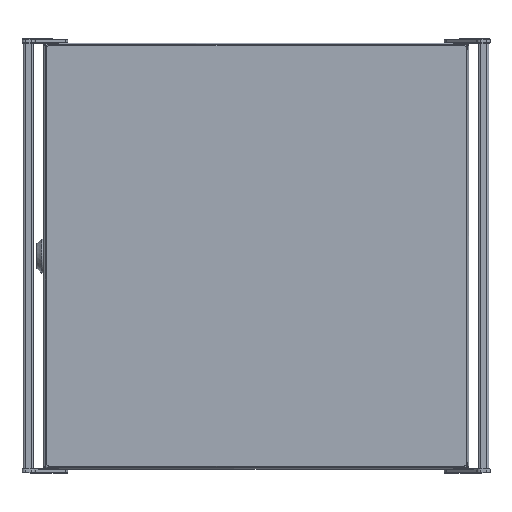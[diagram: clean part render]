
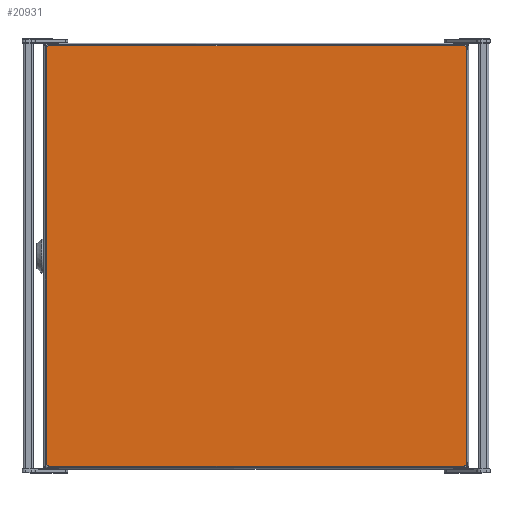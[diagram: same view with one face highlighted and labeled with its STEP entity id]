
A CAD part, top view. The second image highlights one B-rep face of the part: STEP entity #20931.
In plain terms, the highlighted planar face has unit normal (0, 0, 1).
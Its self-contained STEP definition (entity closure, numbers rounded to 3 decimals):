
#2607 = ORIENTED_EDGE ( 'NONE', *, *, #22580, .T. ) ;
#2610 = ORIENTED_EDGE ( 'NONE', *, *, #22599, .T. ) ;
#2614 = ORIENTED_EDGE ( 'NONE', *, *, #22587, .T. ) ;
#2617 = ORIENTED_EDGE ( 'NONE', *, *, #22600, .T. ) ;
#2622 = ORIENTED_EDGE ( 'NONE', *, *, #22604, .T. ) ;
#2632 = ORIENTED_EDGE ( 'NONE', *, *, #22589, .T. ) ;
#2637 = ORIENTED_EDGE ( 'NONE', *, *, #22581, .T. ) ;
#2642 = ORIENTED_EDGE ( 'NONE', *, *, #22577, .T. ) ;
#10943 = FACE_OUTER_BOUND ( 'NONE', #24917, .T. ) ;
#14399 = VERTEX_POINT ( 'NONE', #27873 ) ;
#14425 = VERTEX_POINT ( 'NONE', #27899 ) ;
#14698 = VERTEX_POINT ( 'NONE', #28043 ) ;
#14867 = VERTEX_POINT ( 'NONE', #28132 ) ;
#16409 = VERTEX_POINT ( 'NONE', #28815 ) ;
#16609 = VERTEX_POINT ( 'NONE', #28924 ) ;
#16622 = VERTEX_POINT ( 'NONE', #28932 ) ;
#16744 = VERTEX_POINT ( 'NONE', #29000 ) ;
#20931 = ADVANCED_FACE ( 'NONE', ( #10943 ), #30217, .F. ) ;
#22577 = EDGE_CURVE ( 'NONE', #16409, #14425, #35961, .T. ) ;
#22580 = EDGE_CURVE ( 'NONE', #14698, #16409, #35967, .T. ) ;
#22581 = EDGE_CURVE ( 'NONE', #14425, #16609, #35969, .T. ) ;
#22587 = EDGE_CURVE ( 'NONE', #14399, #16744, #35979, .T. ) ;
#22589 = EDGE_CURVE ( 'NONE', #16609, #14867, #35980, .T. ) ;
#22599 = EDGE_CURVE ( 'NONE', #16744, #14698, #35996, .T. ) ;
#22600 = EDGE_CURVE ( 'NONE', #16622, #14399, #35998, .T. ) ;
#22604 = EDGE_CURVE ( 'NONE', #14867, #16622, #36005, .T. ) ;
#24917 = EDGE_LOOP ( 'NONE', ( #2642, #2637, #2632, #2622, #2617, #2614, #2610, #2607 ) ) ;
#25183 = AXIS2_PLACEMENT_3D ( 'NONE', #30208, #30221, #30222 ) ;
#25719 = AXIS2_PLACEMENT_3D ( 'NONE', #35185, #35187, #35188 ) ;
#25722 = AXIS2_PLACEMENT_3D ( 'NONE', #35204, #35205, #35206 ) ;
#25723 = AXIS2_PLACEMENT_3D ( 'NONE', #35182, #35190, #35191 ) ;
#25729 = AXIS2_PLACEMENT_3D ( 'NONE', #35238, #35247, #35248 ) ;
#27873 = CARTESIAN_POINT ( 'NONE',  ( 197.5, 195.5, 0. ) ) ;
#27899 = CARTESIAN_POINT ( 'NONE',  ( -197.5, -195.5, 0. ) ) ;
#28043 = CARTESIAN_POINT ( 'NONE',  ( -195.5, 197.5, 0. ) ) ;
#28132 = CARTESIAN_POINT ( 'NONE',  ( 195.5, -197.5, 0. ) ) ;
#28815 = CARTESIAN_POINT ( 'NONE',  ( -197.5, 195.5, 0. ) ) ;
#28924 = CARTESIAN_POINT ( 'NONE',  ( -195.5, -197.5, 0. ) ) ;
#28932 = CARTESIAN_POINT ( 'NONE',  ( 197.5, -195.5, 0. ) ) ;
#29000 = CARTESIAN_POINT ( 'NONE',  ( 195.5, 197.5, 0. ) ) ;
#30208 = CARTESIAN_POINT ( 'NONE',  ( -197.5, 197.5, 0. ) ) ;
#30217 = PLANE ( 'NONE',  #25183 ) ;
#30221 = DIRECTION ( 'NONE',  ( 0., 0., -1. ) ) ;
#30222 = DIRECTION ( 'NONE',  ( -1., 0., 0. ) ) ;
#35177 = CARTESIAN_POINT ( 'NONE',  ( -197.5, -197.5, 0. ) ) ;
#35178 = DIRECTION ( 'NONE',  ( 0., -1., 0. ) ) ;
#35182 = CARTESIAN_POINT ( 'NONE',  ( -195.5, -195.5, 0. ) ) ;
#35185 = CARTESIAN_POINT ( 'NONE',  ( -195.5, 195.5, 0. ) ) ;
#35187 = DIRECTION ( 'NONE',  ( 0., 0., 1. ) ) ;
#35188 = DIRECTION ( 'NONE',  ( -1., 0., 0. ) ) ;
#35190 = DIRECTION ( 'NONE',  ( 0., 0., 1. ) ) ;
#35191 = DIRECTION ( 'NONE',  ( -1., 0., 0. ) ) ;
#35204 = CARTESIAN_POINT ( 'NONE',  ( 195.5, 195.5, 0. ) ) ;
#35205 = DIRECTION ( 'NONE',  ( 0., 0., 1. ) ) ;
#35206 = DIRECTION ( 'NONE',  ( -1., 0., 0. ) ) ;
#35209 = CARTESIAN_POINT ( 'NONE',  ( -197.5, -197.5, 0. ) ) ;
#35210 = DIRECTION ( 'NONE',  ( 1., 0., 0. ) ) ;
#35226 = CARTESIAN_POINT ( 'NONE',  ( -197.5, 197.5, 0. ) ) ;
#35235 = DIRECTION ( 'NONE',  ( -1., 0., 0. ) ) ;
#35236 = CARTESIAN_POINT ( 'NONE',  ( 197.5, -197.5, 0. ) ) ;
#35237 = DIRECTION ( 'NONE',  ( 0., 1., 0. ) ) ;
#35238 = CARTESIAN_POINT ( 'NONE',  ( 195.5, -195.5, 0. ) ) ;
#35247 = DIRECTION ( 'NONE',  ( 0., 0., 1. ) ) ;
#35248 = DIRECTION ( 'NONE',  ( -1., 0., 0. ) ) ;
#35961 = LINE ( 'NONE', #35177, #35962 ) ;
#35962 = VECTOR ( 'NONE', #35178, 1000. ) ;
#35967 = CIRCLE ( 'NONE', #25719, 2. ) ;
#35969 = CIRCLE ( 'NONE', #25723, 2. ) ;
#35979 = CIRCLE ( 'NONE', #25722, 2. ) ;
#35980 = LINE ( 'NONE', #35209, #35981 ) ;
#35981 = VECTOR ( 'NONE', #35210, 1000. ) ;
#35987 = VECTOR ( 'NONE', #35235, 1000. ) ;
#35996 = LINE ( 'NONE', #35226, #35987 ) ;
#35998 = LINE ( 'NONE', #35236, #35999 ) ;
#35999 = VECTOR ( 'NONE', #35237, 1000. ) ;
#36005 = CIRCLE ( 'NONE', #25729, 2. ) ;
